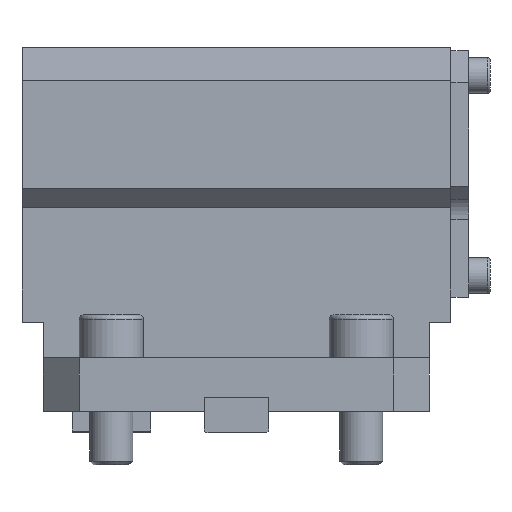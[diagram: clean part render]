
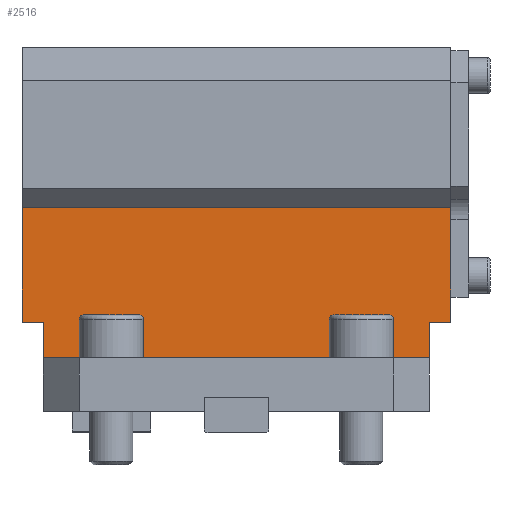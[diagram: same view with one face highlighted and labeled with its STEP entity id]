
A CAD part, front view. The second image highlights one B-rep face of the part: STEP entity #2516.
In plain terms, the highlighted planar face has unit normal (0, -1, 0).
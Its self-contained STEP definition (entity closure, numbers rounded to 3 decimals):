
#268=FACE_OUTER_BOUND('',#430,.T.);
#430=EDGE_LOOP('',(#1964,#1965,#1966,#1967,#1968,#1969,#1970,#1971));
#687=LINE('',#3834,#929);
#693=LINE('',#3844,#935);
#716=LINE('',#3890,#958);
#718=LINE('',#3894,#960);
#729=LINE('',#3913,#971);
#740=LINE('',#3934,#982);
#751=LINE('',#3961,#993);
#752=LINE('',#3962,#994);
#929=VECTOR('',#3087,10.);
#935=VECTOR('',#3095,10.);
#958=VECTOR('',#3132,10.);
#960=VECTOR('',#3136,10.);
#971=VECTOR('',#3151,10.);
#982=VECTOR('',#3168,10.);
#993=VECTOR('',#3201,10.);
#994=VECTOR('',#3202,10.);
#1147=VERTEX_POINT('',#3831);
#1148=VERTEX_POINT('',#3833);
#1151=VERTEX_POINT('',#3842);
#1166=VERTEX_POINT('',#3887);
#1167=VERTEX_POINT('',#3889);
#1168=VERTEX_POINT('',#3893);
#1174=VERTEX_POINT('',#3911);
#1181=VERTEX_POINT('',#3933);
#1415=EDGE_CURVE('',#1147,#1148,#687,.T.);
#1421=EDGE_CURVE('',#1148,#1151,#693,.T.);
#1444=EDGE_CURVE('',#1167,#1166,#716,.T.);
#1446=EDGE_CURVE('',#1147,#1168,#718,.T.);
#1457=EDGE_CURVE('',#1168,#1174,#729,.T.);
#1468=EDGE_CURVE('',#1181,#1167,#740,.T.);
#1483=EDGE_CURVE('',#1181,#1174,#751,.T.);
#1484=EDGE_CURVE('',#1151,#1166,#752,.T.);
#1964=ORIENTED_EDGE('',*,*,#1457,.T.);
#1965=ORIENTED_EDGE('',*,*,#1483,.F.);
#1966=ORIENTED_EDGE('',*,*,#1468,.T.);
#1967=ORIENTED_EDGE('',*,*,#1444,.T.);
#1968=ORIENTED_EDGE('',*,*,#1484,.F.);
#1969=ORIENTED_EDGE('',*,*,#1421,.F.);
#1970=ORIENTED_EDGE('',*,*,#1415,.F.);
#1971=ORIENTED_EDGE('',*,*,#1446,.T.);
#2264=PLANE('',#2692);
#2516=ADVANCED_FACE('',(#268),#2264,.F.);
#2692=AXIS2_PLACEMENT_3D('',#3960,#3199,#3200);
#3087=DIRECTION('',(0.,0.,1.));
#3095=DIRECTION('',(1.,0.,0.));
#3132=DIRECTION('',(1.,0.,0.));
#3136=DIRECTION('',(1.,0.,0.));
#3151=DIRECTION('',(0.,0.,-1.));
#3168=DIRECTION('',(0.,0.,1.));
#3199=DIRECTION('center_axis',(0.,1.,0.));
#3200=DIRECTION('ref_axis',(0.,0.,1.));
#3201=DIRECTION('',(-1.,0.,0.));
#3202=DIRECTION('',(0.,0.,-1.));
#3831=CARTESIAN_POINT('',(-60.,-26.5,25.));
#3833=CARTESIAN_POINT('',(-60.,-26.5,57.));
#3834=CARTESIAN_POINT('',(-60.,-26.5,7.5));
#3842=CARTESIAN_POINT('',(60.,-26.5,57.));
#3844=CARTESIAN_POINT('',(0.,-26.5,57.));
#3887=CARTESIAN_POINT('',(60.,-26.5,25.));
#3889=CARTESIAN_POINT('',(54.,-26.5,25.));
#3890=CARTESIAN_POINT('',(43.999,-26.5,25.));
#3893=CARTESIAN_POINT('',(-54.,-26.5,25.));
#3894=CARTESIAN_POINT('',(-43.638,-26.5,25.));
#3911=CARTESIAN_POINT('',(-54.,-26.5,15.));
#3913=CARTESIAN_POINT('',(-54.,-26.5,7.5));
#3933=CARTESIAN_POINT('',(54.,-26.5,15.));
#3934=CARTESIAN_POINT('',(54.,-26.5,7.5));
#3960=CARTESIAN_POINT('Origin',(0.,-26.5,15.));
#3961=CARTESIAN_POINT('',(0.,-26.5,15.));
#3962=CARTESIAN_POINT('',(60.,-26.5,7.5));
